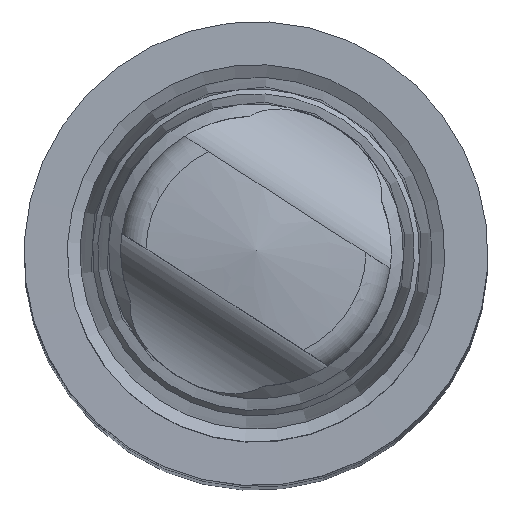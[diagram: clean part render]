
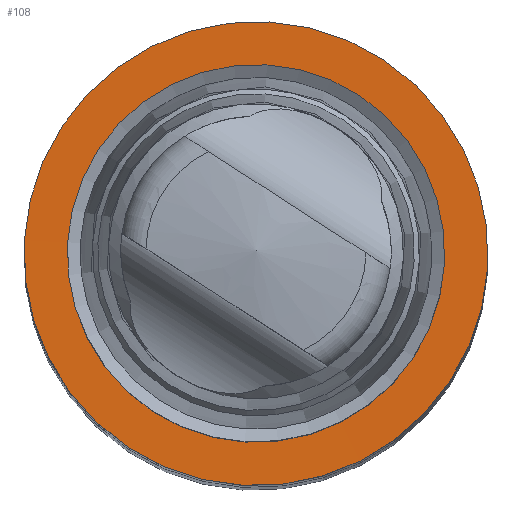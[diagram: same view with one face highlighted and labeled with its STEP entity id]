
A CAD part, top view. The second image highlights one B-rep face of the part: STEP entity #108.
In plain terms, the highlighted conical face has half-angle 89.9 degrees and reference radius 15.874 mm.
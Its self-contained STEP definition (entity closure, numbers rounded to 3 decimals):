
#67=CONICAL_SURFACE('',#390,15.874,89.9);
#83=FACE_BOUND('',#148,.T.);
#84=FACE_BOUND('',#149,.T.);
#108=ADVANCED_FACE('',(#83,#84),#67,.F.);
#148=EDGE_LOOP('',(#190));
#149=EDGE_LOOP('',(#191));
#190=ORIENTED_EDGE('',*,*,#287,.F.);
#191=ORIENTED_EDGE('',*,*,#285,.T.);
#255=VERTEX_POINT('',#588);
#257=VERTEX_POINT('',#593);
#285=EDGE_CURVE('',#255,#255,#315,.T.);
#287=EDGE_CURVE('',#257,#257,#317,.T.);
#315=CIRCLE('',#384,15.874);
#317=CIRCLE('',#387,12.913);
#384=AXIS2_PLACEMENT_3D('',#587,#445,#446);
#387=AXIS2_PLACEMENT_3D('',#592,#451,#452);
#390=AXIS2_PLACEMENT_3D('',#597,#457,#458);
#445=DIRECTION('',(0.,0.,1.));
#446=DIRECTION('',(-0.894,-0.449,0.));
#451=DIRECTION('',(0.,0.,1.));
#452=DIRECTION('',(-0.894,-0.449,0.));
#457=DIRECTION('',(0.,0.,1.));
#458=DIRECTION('',(-0.894,-0.449,0.));
#587=CARTESIAN_POINT('',(0.,0.,-18.495));
#588=CARTESIAN_POINT('',(-14.186,-7.123,-18.495));
#592=CARTESIAN_POINT('',(0.,0.,-18.5));
#593=CARTESIAN_POINT('',(-11.54,-5.794,-18.5));
#597=CARTESIAN_POINT('',(0.,0.,-18.495));
